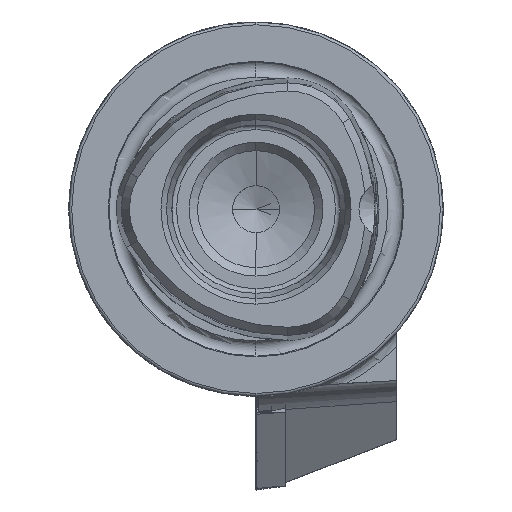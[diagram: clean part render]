
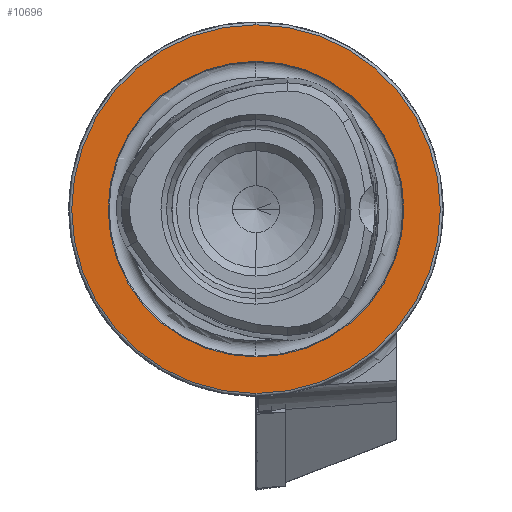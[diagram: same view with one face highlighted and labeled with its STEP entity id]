
A CAD part, left-side view. The second image highlights one B-rep face of the part: STEP entity #10696.
In plain terms, the highlighted planar face has unit normal (-1, 0, 0).
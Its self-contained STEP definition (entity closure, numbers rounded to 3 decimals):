
#281 = DIRECTION ( 'NONE',  ( 0., 0., 1. ) ) ;
#832 = DIRECTION ( 'NONE',  ( -1., 0., 0. ) ) ;
#1904 = FACE_BOUND ( 'NONE', #8658, .T. ) ;
#1921 = DIRECTION ( 'NONE',  ( 0., 0., 1. ) ) ;
#2384 = FACE_OUTER_BOUND ( 'NONE', #8535, .T. ) ;
#2425 = DIRECTION ( 'NONE',  ( -1., 0., 0. ) ) ;
#2656 = CARTESIAN_POINT ( 'NONE',  ( 0., 0., 0. ) ) ;
#2969 = EDGE_CURVE ( 'NONE', #13774, #13384, #4038, .T. ) ;
#3702 = EDGE_CURVE ( 'NONE', #5263, #11604, #10968, .T. ) ;
#3755 = CIRCLE ( 'NONE', #10204, 15.8 ) ;
#3800 = DIRECTION ( 'NONE',  ( 1., 0., 0. ) ) ;
#3927 = CARTESIAN_POINT ( 'NONE',  ( 0., 0., 0. ) ) ;
#3936 = CARTESIAN_POINT ( 'NONE',  ( 0., 15.8, 0. ) ) ;
#3947 = CARTESIAN_POINT ( 'NONE',  ( 0., 0., 0. ) ) ;
#4038 = CIRCLE ( 'NONE', #12595, 15.8 ) ;
#4953 = DIRECTION ( 'NONE',  ( 0., 0., -1. ) ) ;
#5210 = ORIENTED_EDGE ( 'NONE', *, *, #10217, .T. ) ;
#5263 = VERTEX_POINT ( 'NONE', #5355 ) ;
#5355 = CARTESIAN_POINT ( 'NONE',  ( 0., 0., 19.7 ) ) ;
#5747 = AXIS2_PLACEMENT_3D ( 'NONE', #3947, #6233, #11358 ) ;
#5812 = CARTESIAN_POINT ( 'NONE',  ( 0., 0., -19.7 ) ) ;
#5908 = CARTESIAN_POINT ( 'NONE',  ( 0., 0., -15.8 ) ) ;
#6233 = DIRECTION ( 'NONE',  ( -1., 0., 0. ) ) ;
#6674 = AXIS2_PLACEMENT_3D ( 'NONE', #7694, #2425, #281 ) ;
#7046 = DIRECTION ( 'NONE',  ( -1., 0., 0. ) ) ;
#7265 = EDGE_CURVE ( 'NONE', #13384, #13774, #3755, .T. ) ;
#7694 = CARTESIAN_POINT ( 'NONE',  ( 0., 0., 0. ) ) ;
#8535 = EDGE_LOOP ( 'NONE', ( #10689, #5210 ) ) ;
#8658 = EDGE_LOOP ( 'NONE', ( #9153, #10131 ) ) ;
#9153 = ORIENTED_EDGE ( 'NONE', *, *, #7265, .F. ) ;
#9235 = CIRCLE ( 'NONE', #5747, 19.7 ) ;
#10131 = ORIENTED_EDGE ( 'NONE', *, *, #2969, .F. ) ;
#10134 = PLANE ( 'NONE',  #13749 ) ;
#10204 = AXIS2_PLACEMENT_3D ( 'NONE', #2656, #7046, #11089 ) ;
#10217 = EDGE_CURVE ( 'NONE', #11604, #5263, #9235, .T. ) ;
#10689 = ORIENTED_EDGE ( 'NONE', *, *, #3702, .T. ) ;
#10696 = ADVANCED_FACE ( 'NONE', ( #1904, #2384 ), #10134, .F. ) ;
#10968 = CIRCLE ( 'NONE', #6674, 19.7 ) ;
#11089 = DIRECTION ( 'NONE',  ( 0., 0., 1. ) ) ;
#11358 = DIRECTION ( 'NONE',  ( 0., 0., 1. ) ) ;
#11472 = CARTESIAN_POINT ( 'NONE',  ( 0., 0., 15.8 ) ) ;
#11604 = VERTEX_POINT ( 'NONE', #5812 ) ;
#12595 = AXIS2_PLACEMENT_3D ( 'NONE', #3927, #832, #1921 ) ;
#13384 = VERTEX_POINT ( 'NONE', #11472 ) ;
#13749 = AXIS2_PLACEMENT_3D ( 'NONE', #3936, #3800, #4953 ) ;
#13774 = VERTEX_POINT ( 'NONE', #5908 ) ;
